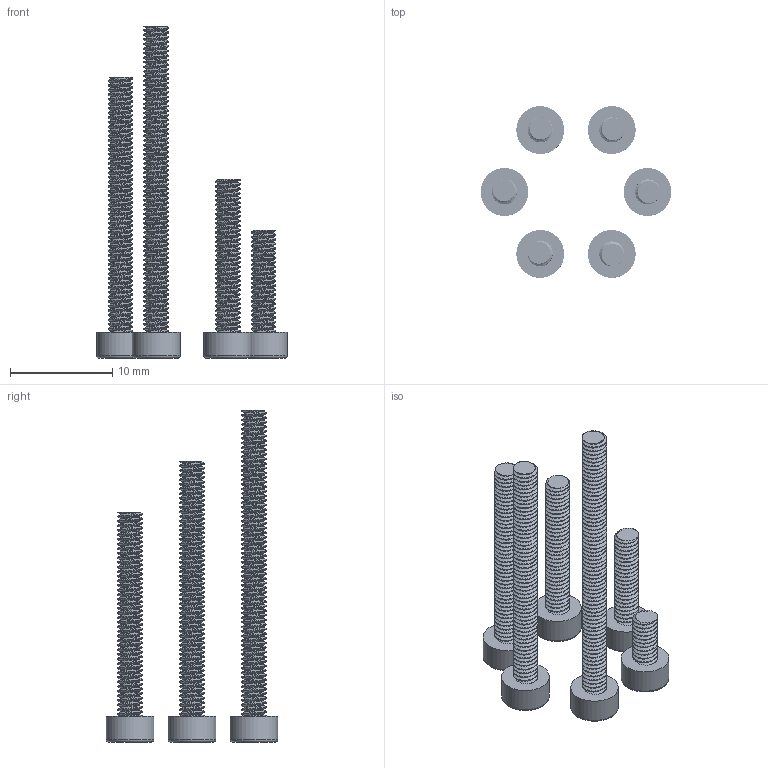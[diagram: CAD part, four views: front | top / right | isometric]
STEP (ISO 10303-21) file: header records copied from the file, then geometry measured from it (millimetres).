
FILE_DESCRIPTION(/* description */ (''),/* implementation_level */ '2;1');
FILE_NAME(/* name */ 'Autodesk Fusion Design''s/Nut and Bolts/Hex Screws/M2.5/M2.5 Hex Screw v2.step',/* time_stamp */ '2021-01-11T15:43:54+05:00',/* author */ (''),/* organization */ (''),/* preprocessor_version */ 'ST-DEVELOPER v18.1',/* originating_system */ 'Autodesk Translation Framework v9.7.1.1290',/* authorisation */ '');
FILE_SCHEMA (('AUTOMOTIVE_DESIGN { 1 0 10303 214 3 1 1 }'));
Products named in the file (1): M2.5 Hex Screw
Bounding box: 18.68 x 16.8 x 32.5 mm (x, y, z)
Volume: 620.6 mm3; surface area: 1652.4 mm2
Topology: 6 solids, 6 shells, 564 faces, 1614 edges, 1074 vertices
Faces by surface type: cylinder 486, plane 60, bspline 12, torus 6
Full cylindrical faces by diameter (mm): 1.916 x30, 1.917 x64, 2.43 x159, 4.68 x6
Entity records: 44522 total; most frequent: CARTESIAN_POINT 31680, ORIENTED_EDGE 3228, DIRECTION 1788, EDGE_CURVE 1614, VERTEX_POINT 1074, B_SPLINE_CURVE_WITH_KNOTS 982, AXIS2_PLACEMENT_3D 603, LINE 582
